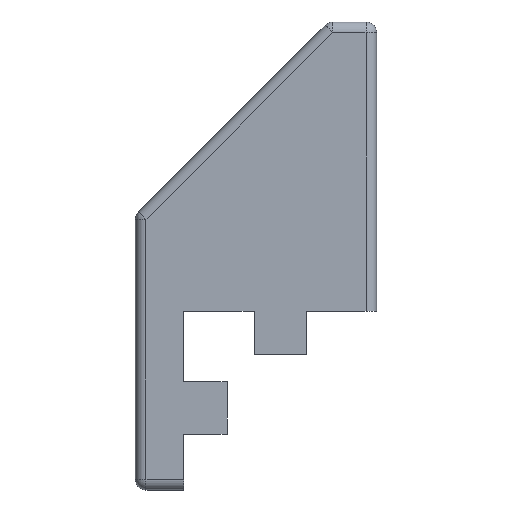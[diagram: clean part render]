
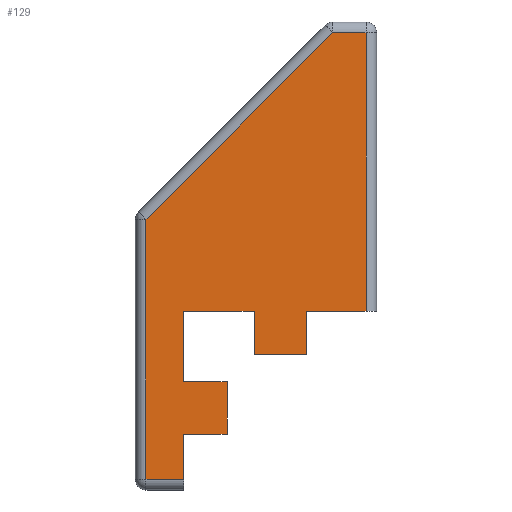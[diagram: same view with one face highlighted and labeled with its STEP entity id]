
A CAD part, left-side view. The second image highlights one B-rep face of the part: STEP entity #129.
In plain terms, the highlighted planar face has unit normal (-1, 0, 0).
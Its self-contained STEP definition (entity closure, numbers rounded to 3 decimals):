
#25 = EDGE_LOOP ( 'NONE', ( #464, #2718, #957, #1864, #2543, #2068, #2033, #1415, #534, #824, #856, #2296, #989, #1549, #2757 ) ) ;
#77 = VERTEX_POINT ( 'NONE', #2294 ) ;
#129 = ADVANCED_FACE ( 'NONE', ( #2377 ), #1495, .F. ) ;
#203 = VECTOR ( 'NONE', #2508, 1000. ) ;
#205 = DIRECTION ( 'NONE',  ( 0., 0., 1. ) ) ;
#227 = DIRECTION ( 'NONE',  ( 0., 0.707, -0.707 ) ) ;
#293 = AXIS2_PLACEMENT_3D ( 'NONE', #1286, #1451, #615 ) ;
#346 = EDGE_CURVE ( 'NONE', #1527, #353, #2291, .T. ) ;
#353 = VERTEX_POINT ( 'NONE', #354 ) ;
#354 = CARTESIAN_POINT ( 'NONE',  ( 124., -2.7, 10. ) ) ;
#461 = LINE ( 'NONE', #1099, #1098 ) ;
#464 = ORIENTED_EDGE ( 'NONE', *, *, #1327, .T. ) ;
#525 = EDGE_CURVE ( 'NONE', #860, #1677, #666, .T. ) ;
#534 = ORIENTED_EDGE ( 'NONE', *, *, #1965, .T. ) ;
#544 = DIRECTION ( 'NONE',  ( 0., 0., 1. ) ) ;
#567 = CARTESIAN_POINT ( 'NONE',  ( 124., -2.7, 5.5 ) ) ;
#587 = LINE ( 'NONE', #1810, #1150 ) ;
#599 = DIRECTION ( 'NONE',  ( 0., 0., 1. ) ) ;
#615 = DIRECTION ( 'NONE',  ( 0., 0., -1. ) ) ;
#617 = VECTOR ( 'NONE', #1363, 1000. ) ;
#653 = VECTOR ( 'NONE', #2212, 1000. ) ;
#663 = EDGE_CURVE ( 'NONE', #2498, #1285, #1404, .T. ) ;
#666 = LINE ( 'NONE', #1955, #884 ) ;
#681 = CARTESIAN_POINT ( 'NONE',  ( 124., 13.9, 19.544 ) ) ;
#725 = VERTEX_POINT ( 'NONE', #2287 ) ;
#762 = VERTEX_POINT ( 'NONE', #2103 ) ;
#775 = CARTESIAN_POINT ( 'NONE',  ( 124., 0., -7.4 ) ) ;
#804 = EDGE_CURVE ( 'NONE', #762, #2214, #2754, .T. ) ;
#824 = ORIENTED_EDGE ( 'NONE', *, *, #2285, .T. ) ;
#856 = ORIENTED_EDGE ( 'NONE', *, *, #1624, .T. ) ;
#860 = VERTEX_POINT ( 'NONE', #1750 ) ;
#871 = CARTESIAN_POINT ( 'NONE',  ( 124., -8.9, 10. ) ) ;
#884 = VECTOR ( 'NONE', #892, 1000. ) ;
#892 = DIRECTION ( 'NONE',  ( 0., 1., 0. ) ) ;
#927 = VECTOR ( 'NONE', #544, 1000. ) ;
#939 = CARTESIAN_POINT ( 'NONE',  ( 124., 2.7, 5.5 ) ) ;
#957 = ORIENTED_EDGE ( 'NONE', *, *, #525, .T. ) ;
#989 = ORIENTED_EDGE ( 'NONE', *, *, #663, .T. ) ;
#991 = EDGE_CURVE ( 'NONE', #1845, #860, #587, .T. ) ;
#1012 = VERTEX_POINT ( 'NONE', #1025 ) ;
#1025 = CARTESIAN_POINT ( 'NONE',  ( 124., 10., 2.7 ) ) ;
#1098 = VECTOR ( 'NONE', #227, 1000. ) ;
#1099 = CARTESIAN_POINT ( 'NONE',  ( 124., 16.722, 16.722 ) ) ;
#1105 = VECTOR ( 'NONE', #1420, 1000. ) ;
#1108 = VECTOR ( 'NONE', #1545, 1000. ) ;
#1119 = CARTESIAN_POINT ( 'NONE',  ( 124., 5.5, 2.7 ) ) ;
#1150 = VECTOR ( 'NONE', #599, 1000. ) ;
#1160 = CARTESIAN_POINT ( 'NONE',  ( 124., 10., 10. ) ) ;
#1258 = EDGE_CURVE ( 'NONE', #2332, #2498, #1568, .T. ) ;
#1285 = VERTEX_POINT ( 'NONE', #939 ) ;
#1286 = CARTESIAN_POINT ( 'NONE',  ( 124., 0., 0. ) ) ;
#1314 = LINE ( 'NONE', #1514, #1328 ) ;
#1327 = EDGE_CURVE ( 'NONE', #353, #1845, #2400, .T. ) ;
#1328 = VECTOR ( 'NONE', #1570, 1000. ) ;
#1361 = EDGE_CURVE ( 'NONE', #1677, #1402, #461, .T. ) ;
#1363 = DIRECTION ( 'NONE',  ( 0., 0., -1. ) ) ;
#1402 = VERTEX_POINT ( 'NONE', #681 ) ;
#1404 = LINE ( 'NONE', #2471, #1105 ) ;
#1414 = LINE ( 'NONE', #775, #203 ) ;
#1415 = ORIENTED_EDGE ( 'NONE', *, *, #804, .T. ) ;
#1416 = VECTOR ( 'NONE', #205, 1000. ) ;
#1420 = DIRECTION ( 'NONE',  ( 0., 0., -1. ) ) ;
#1451 = DIRECTION ( 'NONE',  ( 1., 0., 0. ) ) ;
#1456 = VECTOR ( 'NONE', #1537, 1000. ) ;
#1492 = CARTESIAN_POINT ( 'NONE',  ( 124., 5.5, -2.7 ) ) ;
#1495 = PLANE ( 'NONE',  #293 ) ;
#1502 = CARTESIAN_POINT ( 'NONE',  ( 124., 10., 2.7 ) ) ;
#1514 = CARTESIAN_POINT ( 'NONE',  ( 124., 2.7, 5.5 ) ) ;
#1527 = VERTEX_POINT ( 'NONE', #567 ) ;
#1537 = DIRECTION ( 'NONE',  ( 0., -1., 0. ) ) ;
#1545 = DIRECTION ( 'NONE',  ( 0., -1., 0. ) ) ;
#1549 = ORIENTED_EDGE ( 'NONE', *, *, #1967, .T. ) ;
#1568 = LINE ( 'NONE', #1160, #1456 ) ;
#1570 = DIRECTION ( 'NONE',  ( 0., -1., 0. ) ) ;
#1624 = EDGE_CURVE ( 'NONE', #1012, #2332, #1762, .T. ) ;
#1673 = DIRECTION ( 'NONE',  ( 0., -1., 0. ) ) ;
#1677 = VERTEX_POINT ( 'NONE', #2295 ) ;
#1687 = EDGE_CURVE ( 'NONE', #725, #77, #1414, .T. ) ;
#1716 = LINE ( 'NONE', #2245, #617 ) ;
#1750 = CARTESIAN_POINT ( 'NONE',  ( 124., -8.9, 38.9 ) ) ;
#1760 = CARTESIAN_POINT ( 'NONE',  ( 124., 5.5, -2.7 ) ) ;
#1762 = LINE ( 'NONE', #1502, #653 ) ;
#1769 = CARTESIAN_POINT ( 'NONE',  ( 124., 10., 2.7 ) ) ;
#1792 = EDGE_CURVE ( 'NONE', #77, #762, #2547, .T. ) ;
#1810 = CARTESIAN_POINT ( 'NONE',  ( 124., -8.9, 0. ) ) ;
#1845 = VERTEX_POINT ( 'NONE', #871 ) ;
#1864 = ORIENTED_EDGE ( 'NONE', *, *, #1361, .T. ) ;
#1955 = CARTESIAN_POINT ( 'NONE',  ( 124., 0., 38.9 ) ) ;
#1965 = EDGE_CURVE ( 'NONE', #2214, #2024, #2604, .T. ) ;
#1967 = EDGE_CURVE ( 'NONE', #1285, #1527, #1314, .T. ) ;
#2000 = VECTOR ( 'NONE', #2219, 1000. ) ;
#2007 = VECTOR ( 'NONE', #1673, 1000. ) ;
#2024 = VERTEX_POINT ( 'NONE', #1119 ) ;
#2033 = ORIENTED_EDGE ( 'NONE', *, *, #1792, .T. ) ;
#2068 = ORIENTED_EDGE ( 'NONE', *, *, #1687, .T. ) ;
#2103 = CARTESIAN_POINT ( 'NONE',  ( 124., 10., -2.7 ) ) ;
#2113 = CARTESIAN_POINT ( 'NONE',  ( 124., 10., -2.7 ) ) ;
#2161 = CARTESIAN_POINT ( 'NONE',  ( 124., -2.7, 10. ) ) ;
#2173 = CARTESIAN_POINT ( 'NONE',  ( 124., 10., 10. ) ) ;
#2212 = DIRECTION ( 'NONE',  ( 0., 0., 1. ) ) ;
#2214 = VERTEX_POINT ( 'NONE', #1492 ) ;
#2219 = DIRECTION ( 'NONE',  ( 0., 1., 0. ) ) ;
#2245 = CARTESIAN_POINT ( 'NONE',  ( 124., 13.9, 0. ) ) ;
#2282 = VECTOR ( 'NONE', #2406, 1000. ) ;
#2285 = EDGE_CURVE ( 'NONE', #2024, #1012, #2387, .T. ) ;
#2287 = CARTESIAN_POINT ( 'NONE',  ( 124., 13.9, -7.4 ) ) ;
#2291 = LINE ( 'NONE', #2719, #927 ) ;
#2294 = CARTESIAN_POINT ( 'NONE',  ( 124., 10., -7.4 ) ) ;
#2295 = CARTESIAN_POINT ( 'NONE',  ( 124., -5.456, 38.9 ) ) ;
#2296 = ORIENTED_EDGE ( 'NONE', *, *, #1258, .T. ) ;
#2312 = CARTESIAN_POINT ( 'NONE',  ( 124., 10., -2.7 ) ) ;
#2332 = VERTEX_POINT ( 'NONE', #2173 ) ;
#2377 = FACE_OUTER_BOUND ( 'NONE', #25, .T. ) ;
#2387 = LINE ( 'NONE', #1769, #2000 ) ;
#2400 = LINE ( 'NONE', #2161, #1108 ) ;
#2406 = DIRECTION ( 'NONE',  ( 0., 0., 1. ) ) ;
#2471 = CARTESIAN_POINT ( 'NONE',  ( 124., 2.7, 5.5 ) ) ;
#2498 = VERTEX_POINT ( 'NONE', #2785 ) ;
#2508 = DIRECTION ( 'NONE',  ( 0., -1., 0. ) ) ;
#2543 = ORIENTED_EDGE ( 'NONE', *, *, #2705, .T. ) ;
#2547 = LINE ( 'NONE', #2113, #1416 ) ;
#2604 = LINE ( 'NONE', #1760, #2282 ) ;
#2705 = EDGE_CURVE ( 'NONE', #1402, #725, #1716, .T. ) ;
#2718 = ORIENTED_EDGE ( 'NONE', *, *, #991, .T. ) ;
#2719 = CARTESIAN_POINT ( 'NONE',  ( 124., -2.7, 5.5 ) ) ;
#2754 = LINE ( 'NONE', #2312, #2007 ) ;
#2757 = ORIENTED_EDGE ( 'NONE', *, *, #346, .T. ) ;
#2785 = CARTESIAN_POINT ( 'NONE',  ( 124., 2.7, 10. ) ) ;
